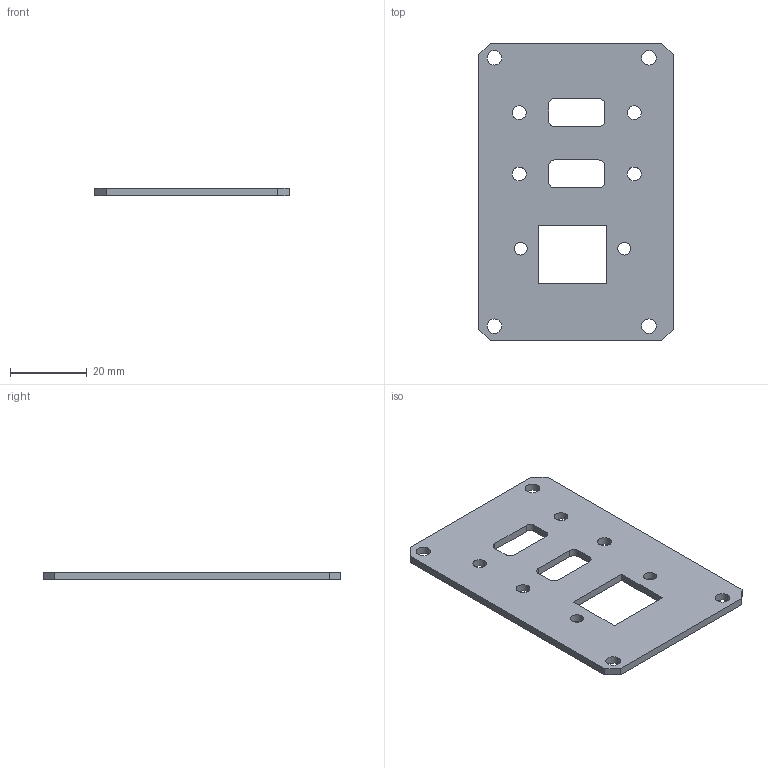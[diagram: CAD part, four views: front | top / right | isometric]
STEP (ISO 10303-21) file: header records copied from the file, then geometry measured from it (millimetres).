
FILE_DESCRIPTION(/* description */ (''),/* implementation_level */ '2;1');
FILE_NAME(/* name */ 'Side Panel - RJ-45 & Dual USB.step',/* time_stamp */ '2023-03-01T08:10:26-06:00',/* author */ (''),/* organization */ (''),/* preprocessor_version */ 'ST-DEVELOPER v19.2',/* originating_system */ 'Autodesk Translation Framework v11.17.0.187',/* authorisation */ '');
FILE_SCHEMA (('AUTOMOTIVE_DESIGN { 1 0 10303 214 3 1 1 }'));
Length unit declared in the file: millimetre
Products named in the file (1): Side Panel - RJ-45 & Dual USB
Bounding box: 50.6 x 77.6 x 2 mm (x, y, z)
Volume: 6654.5 mm3; surface area: 7678.4 mm2
Topology: 1 solids, 1 shells, 40 faces, 114 edges, 76 vertices
Faces by surface type: plane 22, cylinder 18
Full cylindrical faces by diameter (mm): 3.35 x2, 3.6 x4, 3.8 x4
Entity records: 1406 total; most frequent: DIRECTION 232, CARTESIAN_POINT 231, ORIENTED_EDGE 228, EDGE_CURVE 114, LINE 78, VECTOR 78, AXIS2_PLACEMENT_3D 77, VERTEX_POINT 76
